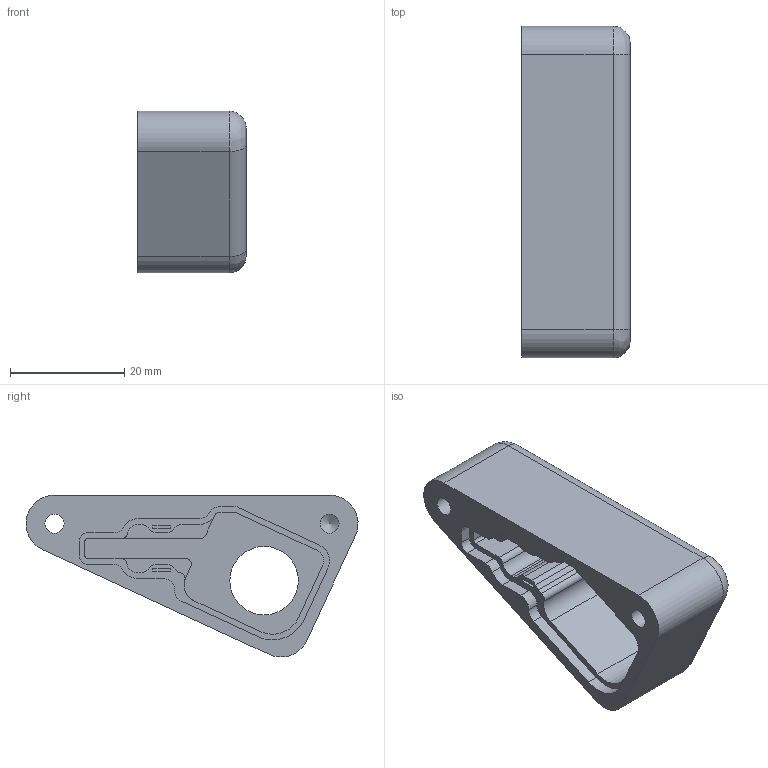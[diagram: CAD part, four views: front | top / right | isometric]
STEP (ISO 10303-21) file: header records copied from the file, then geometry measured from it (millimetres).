
FILE_DESCRIPTION(/* description */ (''),/* implementation_level */ '2;1');
FILE_NAME(/* name */ 'Remote_body_rev11.step',/* time_stamp */ '2025-09-13T19:00:55-07:00',/* author */ (''),/* organization */ (''),/* preprocessor_version */ 'ST-DEVELOPER v20.1',/* originating_system */ 'Autodesk Translation Framework v14.10.0.0',/* authorisation */ '');
FILE_SCHEMA (('AUTOMOTIVE_DESIGN { 1 0 10303 214 3 1 1 }'));
Length unit declared in the file: millimetre
Products named in the file (1): Remote_body_rev11
Bounding box: 19 x 58.16 x 28.34 mm (x, y, z)
Volume: 12345.6 mm3; surface area: 6780.4 mm2
Topology: 1 solids, 1 shells, 100 faces, 269 edges, 177 vertices
Faces by surface type: cylinder 48, plane 48, bspline 3, cone 1
Full cylindrical faces by diameter (mm): 3.332 x4, 12 x1, 15.5 x1
Entity records: 3218 total; most frequent: CARTESIAN_POINT 582, DIRECTION 565, ORIENTED_EDGE 536, EDGE_CURVE 268, AXIS2_PLACEMENT_3D 199, VERTEX_POINT 177, LINE 167, VECTOR 167
